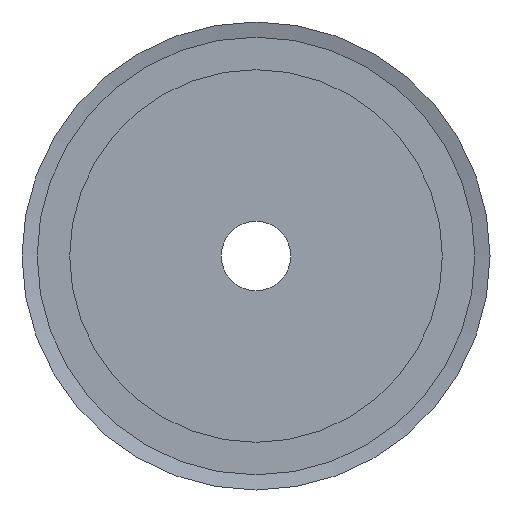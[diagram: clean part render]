
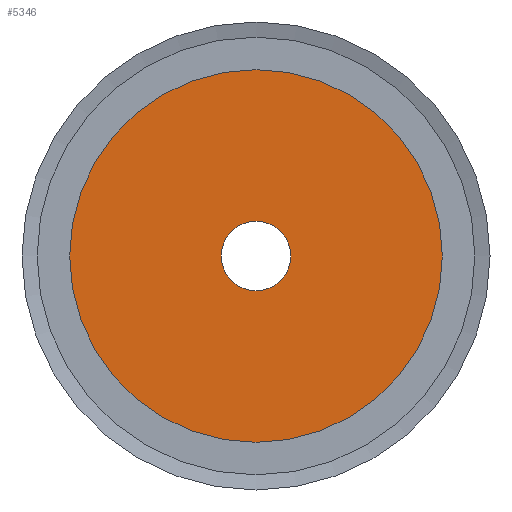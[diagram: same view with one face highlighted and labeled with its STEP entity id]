
A CAD part, left-side view. The second image highlights one B-rep face of the part: STEP entity #5346.
In plain terms, the highlighted planar face has unit normal (-1, 0, 0).
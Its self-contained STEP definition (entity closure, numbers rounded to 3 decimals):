
#1721=VERTEX_POINT('',#9188);
#1722=VERTEX_POINT('',#9190);
#2119=CIRCLE('',#6035,21.5);
#2120=CIRCLE('',#6036,4.);
#2703=EDGE_CURVE('',#1721,#1721,#2119,.T.);
#2704=EDGE_CURVE('',#1722,#1722,#2120,.T.);
#3586=ORIENTED_EDGE('',*,*,#2703,.F.);
#3587=ORIENTED_EDGE('',*,*,#2704,.T.);
#4744=EDGE_LOOP('',(#3586));
#4745=EDGE_LOOP('',(#3587));
#5047=FACE_BOUND('',#4744,.T.);
#5048=FACE_BOUND('',#4745,.T.);
#5346=ADVANCED_FACE('',(#5047,#5048),#9781,.F.);
#6034=AXIS2_PLACEMENT_3D('',#9186,#7262,$);
#6035=AXIS2_PLACEMENT_3D('',#9187,#7263,#7264);
#6036=AXIS2_PLACEMENT_3D('',#9189,#7265,#7266);
#7262=DIRECTION('',(1.,0.,0.));
#7263=DIRECTION('',(1.,0.,0.));
#7264=DIRECTION('',(0.,0.,-21.5));
#7265=DIRECTION('',(1.,0.,0.));
#7266=DIRECTION('',(0.,0.,-4.));
#9186=CARTESIAN_POINT('',(0.,0.,0.));
#9187=CARTESIAN_POINT('',(0.,0.,0.));
#9188=CARTESIAN_POINT('',(0.,0.,-21.5));
#9189=CARTESIAN_POINT('',(0.,0.,0.));
#9190=CARTESIAN_POINT('',(0.,0.,-4.));
#9781=PLANE('',#6034);
